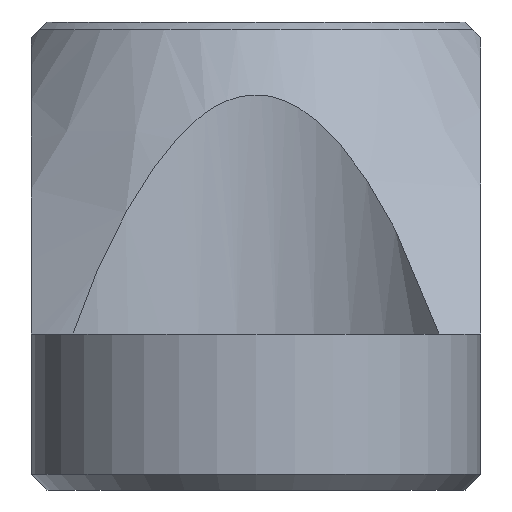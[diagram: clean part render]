
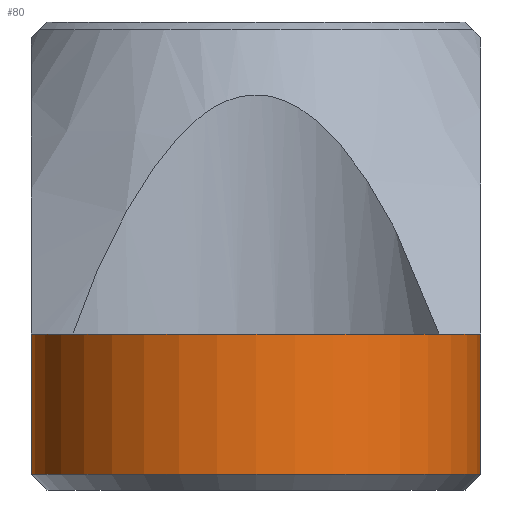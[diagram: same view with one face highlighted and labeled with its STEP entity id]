
A CAD part, front view. The second image highlights one B-rep face of the part: STEP entity #80.
In plain terms, the highlighted cylindrical face has radius 3.6 mm (diameter 7.2 mm), a partial arc.
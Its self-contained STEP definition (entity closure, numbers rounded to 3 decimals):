
#1 = DIRECTION ( 'NONE',  ( 0., 0., 1. ) ) ;
#52 = EDGE_CURVE ( 'NONE', #750, #714, #574, .T. ) ;
#80 = ADVANCED_FACE ( 'NONE', ( #582 ), #91, .T. ) ;
#91 = CYLINDRICAL_SURFACE ( 'NONE', #664, 3.6 ) ;
#115 = CIRCLE ( 'NONE', #620, 3.6 ) ;
#174 = ORIENTED_EDGE ( 'NONE', *, *, #806, .T. ) ;
#186 = ORIENTED_EDGE ( 'NONE', *, *, #52, .T. ) ;
#212 = CARTESIAN_POINT ( 'NONE',  ( 0., 0., 0.25 ) ) ;
#236 = CARTESIAN_POINT ( 'NONE',  ( 0., 0., 2.5 ) ) ;
#257 = EDGE_CURVE ( 'NONE', #773, #487, #611, .T. ) ;
#262 = CIRCLE ( 'NONE', #335, 3.6 ) ;
#267 = DIRECTION ( 'NONE',  ( 0., 0., -1. ) ) ;
#268 = DIRECTION ( 'NONE',  ( 1., 0., 0. ) ) ;
#279 = EDGE_LOOP ( 'NONE', ( #186, #174, #368, #483 ) ) ;
#305 = DIRECTION ( 'NONE',  ( 0., 0., -1. ) ) ;
#335 = AXIS2_PLACEMENT_3D ( 'NONE', #212, #766, #268 ) ;
#368 = ORIENTED_EDGE ( 'NONE', *, *, #257, .F. ) ;
#389 = CARTESIAN_POINT ( 'NONE',  ( 3.6, 0., 2.5 ) ) ;
#410 = DIRECTION ( 'NONE',  ( 1., 0., 0. ) ) ;
#483 = ORIENTED_EDGE ( 'NONE', *, *, #777, .F. ) ;
#487 = VERTEX_POINT ( 'NONE', #782 ) ;
#515 = DIRECTION ( 'NONE',  ( 0., 0., -1. ) ) ;
#561 = CARTESIAN_POINT ( 'NONE',  ( -3.6, 0., 2.5 ) ) ;
#574 = LINE ( 'NONE', #854, #895 ) ;
#582 = FACE_OUTER_BOUND ( 'NONE', #279, .T. ) ;
#586 = DIRECTION ( 'NONE',  ( -1., 0., 0. ) ) ;
#611 = LINE ( 'NONE', #389, #763 ) ;
#613 = CARTESIAN_POINT ( 'NONE',  ( 3.6, 0., 2.5 ) ) ;
#620 = AXIS2_PLACEMENT_3D ( 'NONE', #817, #1, #410 ) ;
#664 = AXIS2_PLACEMENT_3D ( 'NONE', #236, #515, #586 ) ;
#714 = VERTEX_POINT ( 'NONE', #889 ) ;
#750 = VERTEX_POINT ( 'NONE', #561 ) ;
#763 = VECTOR ( 'NONE', #267, 1000. ) ;
#766 = DIRECTION ( 'NONE',  ( 0., 0., 1. ) ) ;
#773 = VERTEX_POINT ( 'NONE', #613 ) ;
#777 = EDGE_CURVE ( 'NONE', #750, #773, #115, .T. ) ;
#782 = CARTESIAN_POINT ( 'NONE',  ( 3.6, 0., 0.25 ) ) ;
#806 = EDGE_CURVE ( 'NONE', #714, #487, #262, .T. ) ;
#817 = CARTESIAN_POINT ( 'NONE',  ( 0., 0., 2.5 ) ) ;
#854 = CARTESIAN_POINT ( 'NONE',  ( -3.6, 0., 2.5 ) ) ;
#889 = CARTESIAN_POINT ( 'NONE',  ( -3.6, 0., 0.25 ) ) ;
#895 = VECTOR ( 'NONE', #305, 1000. ) ;
